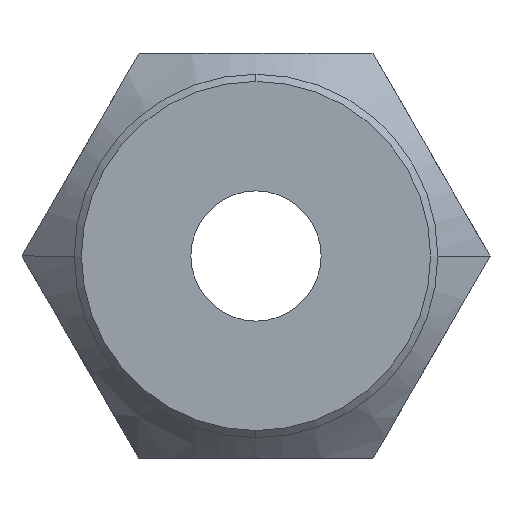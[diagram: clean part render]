
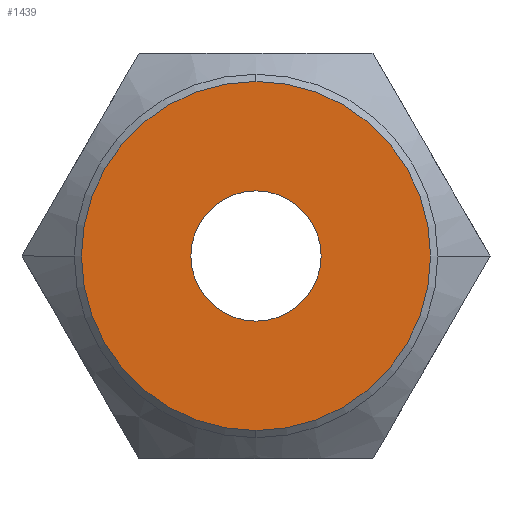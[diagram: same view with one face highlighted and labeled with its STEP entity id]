
A CAD part, front view. The second image highlights one B-rep face of the part: STEP entity #1439.
In plain terms, the highlighted planar face has unit normal (0, -1, 0).
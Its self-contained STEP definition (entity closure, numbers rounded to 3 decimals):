
#15 = ORIENTED_EDGE ( 'NONE', *, *, #181, .T. ) ;
#20 = FACE_OUTER_BOUND ( 'NONE', #47, .T. ) ;
#47 = EDGE_LOOP ( 'NONE', ( #15, #50 ) ) ;
#50 = ORIENTED_EDGE ( 'NONE', *, *, #175, .T. ) ;
#99 = CARTESIAN_POINT ( 'NONE',  ( 0., -17., -6.029 ) ) ;
#136 = DIRECTION ( 'NONE',  ( 0., -1., 0. ) ) ;
#141 = AXIS2_PLACEMENT_3D ( 'NONE', #1161, #1169, #867 ) ;
#166 = VERTEX_POINT ( 'NONE', #99 ) ;
#175 = EDGE_CURVE ( 'NONE', #166, #1449, #1020, .T. ) ;
#181 = EDGE_CURVE ( 'NONE', #1449, #166, #245, .T. ) ;
#245 = CIRCLE ( 'NONE', #1326, 6.029 ) ;
#338 = VERTEX_POINT ( 'NONE', #570 ) ;
#346 = AXIS2_PLACEMENT_3D ( 'NONE', #1481, #653, #1050 ) ;
#433 = CARTESIAN_POINT ( 'NONE',  ( 0., -17., 0. ) ) ;
#454 = DIRECTION ( 'NONE',  ( 0., 0., -1. ) ) ;
#552 = DIRECTION ( 'NONE',  ( 0., -1., 0. ) ) ;
#570 = CARTESIAN_POINT ( 'NONE',  ( 0., -17., 2.25 ) ) ;
#653 = DIRECTION ( 'NONE',  ( 0., -1., 0. ) ) ;
#686 = DIRECTION ( 'NONE',  ( 0., 0., 1. ) ) ;
#867 = DIRECTION ( 'NONE',  ( 0., 0., 1. ) ) ;
#873 = VERTEX_POINT ( 'NONE', #1022 ) ;
#965 = FACE_BOUND ( 'NONE', #1478, .T. ) ;
#1020 = CIRCLE ( 'NONE', #1242, 6.029 ) ;
#1022 = CARTESIAN_POINT ( 'NONE',  ( 0., -17., -2.25 ) ) ;
#1050 = DIRECTION ( 'NONE',  ( 0., 0., -1. ) ) ;
#1101 = ORIENTED_EDGE ( 'NONE', *, *, #1743, .T. ) ;
#1111 = CIRCLE ( 'NONE', #1577, 2.25 ) ;
#1161 = CARTESIAN_POINT ( 'NONE',  ( 0., -17., 0. ) ) ;
#1169 = DIRECTION ( 'NONE',  ( 0., 1., 0. ) ) ;
#1183 = DIRECTION ( 'NONE',  ( 0., 1., 0. ) ) ;
#1188 = DIRECTION ( 'NONE',  ( 0., 0., -1. ) ) ;
#1216 = EDGE_CURVE ( 'NONE', #338, #873, #1419, .T. ) ;
#1242 = AXIS2_PLACEMENT_3D ( 'NONE', #433, #552, #454 ) ;
#1326 = AXIS2_PLACEMENT_3D ( 'NONE', #1399, #136, #1188 ) ;
#1399 = CARTESIAN_POINT ( 'NONE',  ( 0., -17., 0. ) ) ;
#1419 = CIRCLE ( 'NONE', #141, 2.25 ) ;
#1439 = ADVANCED_FACE ( 'NONE', ( #965, #20 ), #1715, .T. ) ;
#1449 = VERTEX_POINT ( 'NONE', #1620 ) ;
#1478 = EDGE_LOOP ( 'NONE', ( #1529, #1101 ) ) ;
#1481 = CARTESIAN_POINT ( 'NONE',  ( -6.279, -17., 0. ) ) ;
#1509 = CARTESIAN_POINT ( 'NONE',  ( 0., -17., 0. ) ) ;
#1529 = ORIENTED_EDGE ( 'NONE', *, *, #1216, .T. ) ;
#1577 = AXIS2_PLACEMENT_3D ( 'NONE', #1509, #1183, #686 ) ;
#1620 = CARTESIAN_POINT ( 'NONE',  ( 0., -17., 6.029 ) ) ;
#1715 = PLANE ( 'NONE',  #346 ) ;
#1743 = EDGE_CURVE ( 'NONE', #873, #338, #1111, .T. ) ;
